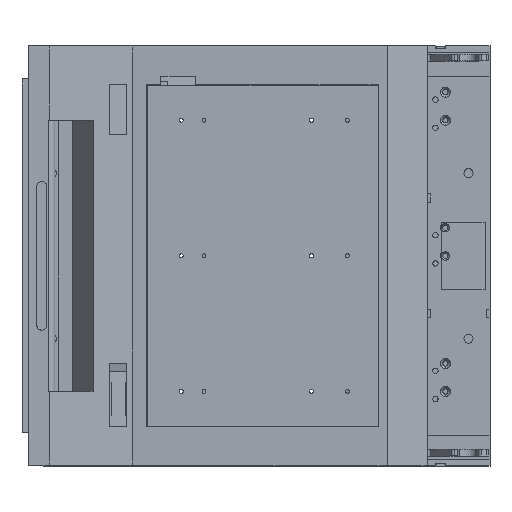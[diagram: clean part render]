
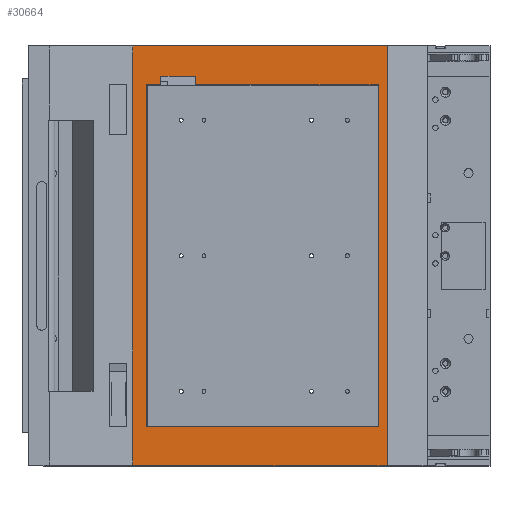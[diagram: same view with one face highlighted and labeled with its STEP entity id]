
A CAD part, top view. The second image highlights one B-rep face of the part: STEP entity #30664.
In plain terms, the highlighted planar face has unit normal (0, 0, 1).
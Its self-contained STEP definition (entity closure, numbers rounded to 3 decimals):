
#30540=AXIS2_PLACEMENT_3D('Plane Axis2P3D',#30537,#30538,#30539) ;
#27235=CARTESIAN_POINT('Line Origine',(-74.591,0.,112.)) ;
#27239=CARTESIAN_POINT('Vertex',(-74.591,-123.,112.)) ;
#27241=CARTESIAN_POINT('Vertex',(-74.591,123.,112.)) ;
#27244=CARTESIAN_POINT('Line Origine',(-74.591,123.5,112.)) ;
#27248=CARTESIAN_POINT('Vertex',(-74.591,124.,112.)) ;
#27251=CARTESIAN_POINT('Line Origine',(-74.591,125.5,112.)) ;
#27255=CARTESIAN_POINT('Vertex',(-74.591,127.,112.)) ;
#27279=CARTESIAN_POINT('Vertex',(-74.591,-127.,112.)) ;
#27282=CARTESIAN_POINT('Line Origine',(-74.591,-125.5,112.)) ;
#27286=CARTESIAN_POINT('Vertex',(-74.591,-124.,112.)) ;
#27289=CARTESIAN_POINT('Line Origine',(-74.591,-123.5,112.)) ;
#28051=CARTESIAN_POINT('Line Origine',(-13.091,127.,112.)) ;
#28055=CARTESIAN_POINT('Vertex',(48.409,127.,112.)) ;
#28058=CARTESIAN_POINT('Line Origine',(60.427,127.,112.)) ;
#28062=CARTESIAN_POINT('Vertex',(72.446,127.,112.)) ;
#28065=CARTESIAN_POINT('Line Origine',(75.931,127.,112.)) ;
#28069=CARTESIAN_POINT('Vertex',(79.416,127.,112.)) ;
#30537=CARTESIAN_POINT('Axis2P3D Location',(-74.591,-127.,112.)) ;
#30542=CARTESIAN_POINT('Line Origine',(-13.091,-127.,112.)) ;
#30546=CARTESIAN_POINT('Vertex',(48.409,-127.,112.)) ;
#30549=CARTESIAN_POINT('Line Origine',(60.427,-127.,112.)) ;
#30553=CARTESIAN_POINT('Vertex',(72.446,-127.,112.)) ;
#30556=CARTESIAN_POINT('Line Origine',(75.931,-127.,112.)) ;
#30560=CARTESIAN_POINT('Vertex',(79.416,-127.,112.)) ;
#30563=CARTESIAN_POINT('Line Origine',(79.416,0.,112.)) ;
#30582=CARTESIAN_POINT('Line Origine',(73.909,0.,112.)) ;
#30586=CARTESIAN_POINT('Vertex',(73.909,-103.5,112.)) ;
#30588=CARTESIAN_POINT('Vertex',(73.909,103.5,112.)) ;
#30591=CARTESIAN_POINT('Line Origine',(3.909,-103.5,112.)) ;
#30595=CARTESIAN_POINT('Vertex',(-66.091,-103.5,112.)) ;
#30598=CARTESIAN_POINT('Line Origine',(-66.091,0.,112.)) ;
#30602=CARTESIAN_POINT('Vertex',(-66.091,103.5,112.)) ;
#30605=CARTESIAN_POINT('Line Origine',(-61.841,103.5,112.)) ;
#30609=CARTESIAN_POINT('Vertex',(-57.591,103.5,112.)) ;
#30612=CARTESIAN_POINT('Line Origine',(-57.591,106.1,112.)) ;
#30616=CARTESIAN_POINT('Vertex',(-57.591,108.7,112.)) ;
#30619=CARTESIAN_POINT('Line Origine',(-47.091,108.7,112.)) ;
#30623=CARTESIAN_POINT('Vertex',(-36.591,108.7,112.)) ;
#30626=CARTESIAN_POINT('Line Origine',(-36.591,106.1,112.)) ;
#30630=CARTESIAN_POINT('Vertex',(-36.591,103.5,112.)) ;
#30633=CARTESIAN_POINT('Line Origine',(3.159,103.5,112.)) ;
#30637=CARTESIAN_POINT('Vertex',(42.909,103.5,112.)) ;
#30640=CARTESIAN_POINT('Line Origine',(53.409,103.5,112.)) ;
#30644=CARTESIAN_POINT('Vertex',(63.909,103.5,112.)) ;
#30647=CARTESIAN_POINT('Line Origine',(68.909,103.5,112.)) ;
#27236=DIRECTION('Vector Direction',(0.,1.,0.)) ;
#27245=DIRECTION('Vector Direction',(0.,1.,0.)) ;
#27252=DIRECTION('Vector Direction',(0.,-1.,0.)) ;
#27283=DIRECTION('Vector Direction',(0.,1.,0.)) ;
#27290=DIRECTION('Vector Direction',(0.,1.,0.)) ;
#28052=DIRECTION('Vector Direction',(-1.,0.,0.)) ;
#28059=DIRECTION('Vector Direction',(1.,0.,0.)) ;
#28066=DIRECTION('Vector Direction',(-1.,0.,0.)) ;
#30538=DIRECTION('Axis2P3D Direction',(-0.,0.,1.)) ;
#30539=DIRECTION('Axis2P3D XDirection',(0.,-1.,0.)) ;
#30543=DIRECTION('Vector Direction',(-1.,0.,0.)) ;
#30550=DIRECTION('Vector Direction',(1.,0.,0.)) ;
#30557=DIRECTION('Vector Direction',(-1.,0.,0.)) ;
#30564=DIRECTION('Vector Direction',(0.,1.,0.)) ;
#30583=DIRECTION('Vector Direction',(0.,1.,0.)) ;
#30592=DIRECTION('Vector Direction',(1.,0.,0.)) ;
#30599=DIRECTION('Vector Direction',(0.,-1.,0.)) ;
#30606=DIRECTION('Vector Direction',(1.,0.,0.)) ;
#30613=DIRECTION('Vector Direction',(0.,-1.,0.)) ;
#30620=DIRECTION('Vector Direction',(1.,0.,0.)) ;
#30627=DIRECTION('Vector Direction',(0.,-1.,0.)) ;
#30634=DIRECTION('Vector Direction',(1.,0.,0.)) ;
#30641=DIRECTION('Vector Direction',(-1.,0.,0.)) ;
#30648=DIRECTION('Vector Direction',(1.,0.,0.)) ;
#27237=VECTOR('Line Direction',#27236,1.) ;
#27246=VECTOR('Line Direction',#27245,1.) ;
#27253=VECTOR('Line Direction',#27252,1.) ;
#27284=VECTOR('Line Direction',#27283,1.) ;
#27291=VECTOR('Line Direction',#27290,1.) ;
#28053=VECTOR('Line Direction',#28052,1.) ;
#28060=VECTOR('Line Direction',#28059,1.) ;
#28067=VECTOR('Line Direction',#28066,1.) ;
#30544=VECTOR('Line Direction',#30543,1.) ;
#30551=VECTOR('Line Direction',#30550,1.) ;
#30558=VECTOR('Line Direction',#30557,1.) ;
#30565=VECTOR('Line Direction',#30564,1.) ;
#30584=VECTOR('Line Direction',#30583,1.) ;
#30593=VECTOR('Line Direction',#30592,1.) ;
#30600=VECTOR('Line Direction',#30599,1.) ;
#30607=VECTOR('Line Direction',#30606,1.) ;
#30614=VECTOR('Line Direction',#30613,1.) ;
#30621=VECTOR('Line Direction',#30620,1.) ;
#30628=VECTOR('Line Direction',#30627,1.) ;
#30635=VECTOR('Line Direction',#30634,1.) ;
#30642=VECTOR('Line Direction',#30641,1.) ;
#30649=VECTOR('Line Direction',#30648,1.) ;
#30569=ORIENTED_EDGE('',*,*,#27243,.F.) ;
#30570=ORIENTED_EDGE('',*,*,#27293,.F.) ;
#30571=ORIENTED_EDGE('',*,*,#27288,.F.) ;
#30572=ORIENTED_EDGE('',*,*,#30548,.F.) ;
#30573=ORIENTED_EDGE('',*,*,#30555,.T.) ;
#30574=ORIENTED_EDGE('',*,*,#30562,.F.) ;
#30575=ORIENTED_EDGE('',*,*,#30567,.T.) ;
#30576=ORIENTED_EDGE('',*,*,#28071,.T.) ;
#30577=ORIENTED_EDGE('',*,*,#28064,.F.) ;
#30578=ORIENTED_EDGE('',*,*,#28057,.T.) ;
#30579=ORIENTED_EDGE('',*,*,#27257,.T.) ;
#30580=ORIENTED_EDGE('',*,*,#27250,.F.) ;
#30653=ORIENTED_EDGE('',*,*,#30590,.F.) ;
#30654=ORIENTED_EDGE('',*,*,#30597,.F.) ;
#30655=ORIENTED_EDGE('',*,*,#30604,.F.) ;
#30656=ORIENTED_EDGE('',*,*,#30611,.T.) ;
#30657=ORIENTED_EDGE('',*,*,#30618,.F.) ;
#30658=ORIENTED_EDGE('',*,*,#30625,.T.) ;
#30659=ORIENTED_EDGE('',*,*,#30632,.T.) ;
#30660=ORIENTED_EDGE('',*,*,#30639,.T.) ;
#30661=ORIENTED_EDGE('',*,*,#30646,.F.) ;
#30662=ORIENTED_EDGE('',*,*,#30651,.T.) ;
#30663=FACE_BOUND('',#30652,.T.) ;
#30664=ADVANCED_FACE('',(#30581,#30663),#30541,.T.) ;
#27243=EDGE_CURVE('',#27240,#27242,#27238,.T.) ;
#27250=EDGE_CURVE('',#27242,#27249,#27247,.T.) ;
#27257=EDGE_CURVE('',#27256,#27249,#27254,.T.) ;
#27288=EDGE_CURVE('',#27280,#27287,#27285,.T.) ;
#27293=EDGE_CURVE('',#27287,#27240,#27292,.T.) ;
#28057=EDGE_CURVE('',#28056,#27256,#28054,.T.) ;
#28064=EDGE_CURVE('',#28056,#28063,#28061,.T.) ;
#28071=EDGE_CURVE('',#28070,#28063,#28068,.T.) ;
#30548=EDGE_CURVE('',#30547,#27280,#30545,.T.) ;
#30555=EDGE_CURVE('',#30547,#30554,#30552,.T.) ;
#30562=EDGE_CURVE('',#30561,#30554,#30559,.T.) ;
#30567=EDGE_CURVE('',#30561,#28070,#30566,.T.) ;
#30590=EDGE_CURVE('',#30587,#30589,#30585,.T.) ;
#30597=EDGE_CURVE('',#30596,#30587,#30594,.T.) ;
#30604=EDGE_CURVE('',#30603,#30596,#30601,.T.) ;
#30611=EDGE_CURVE('',#30603,#30610,#30608,.T.) ;
#30618=EDGE_CURVE('',#30617,#30610,#30615,.T.) ;
#30625=EDGE_CURVE('',#30617,#30624,#30622,.T.) ;
#30632=EDGE_CURVE('',#30624,#30631,#30629,.T.) ;
#30639=EDGE_CURVE('',#30631,#30638,#30636,.T.) ;
#30646=EDGE_CURVE('',#30645,#30638,#30643,.T.) ;
#30651=EDGE_CURVE('',#30645,#30589,#30650,.T.) ;
#30568=EDGE_LOOP('',(#30569,#30570,#30571,#30572,#30573,#30574,#30575,#30576,#30577,#30578,#30579,#30580)) ;
#30652=EDGE_LOOP('',(#30653,#30654,#30655,#30656,#30657,#30658,#30659,#30660,#30661,#30662)) ;
#30581=FACE_OUTER_BOUND('',#30568,.T.) ;
#27238=LINE('Line',#27235,#27237) ;
#27247=LINE('Line',#27244,#27246) ;
#27254=LINE('Line',#27251,#27253) ;
#27285=LINE('Line',#27282,#27284) ;
#27292=LINE('Line',#27289,#27291) ;
#28054=LINE('Line',#28051,#28053) ;
#28061=LINE('Line',#28058,#28060) ;
#28068=LINE('Line',#28065,#28067) ;
#30545=LINE('Line',#30542,#30544) ;
#30552=LINE('Line',#30549,#30551) ;
#30559=LINE('Line',#30556,#30558) ;
#30566=LINE('Line',#30563,#30565) ;
#30585=LINE('Line',#30582,#30584) ;
#30594=LINE('Line',#30591,#30593) ;
#30601=LINE('Line',#30598,#30600) ;
#30608=LINE('Line',#30605,#30607) ;
#30615=LINE('Line',#30612,#30614) ;
#30622=LINE('Line',#30619,#30621) ;
#30629=LINE('Line',#30626,#30628) ;
#30636=LINE('Line',#30633,#30635) ;
#30643=LINE('Line',#30640,#30642) ;
#30650=LINE('Line',#30647,#30649) ;
#30541=PLANE('Plane',#30540) ;
#27240=VERTEX_POINT('',#27239) ;
#27242=VERTEX_POINT('',#27241) ;
#27249=VERTEX_POINT('',#27248) ;
#27256=VERTEX_POINT('',#27255) ;
#27280=VERTEX_POINT('',#27279) ;
#27287=VERTEX_POINT('',#27286) ;
#28056=VERTEX_POINT('',#28055) ;
#28063=VERTEX_POINT('',#28062) ;
#28070=VERTEX_POINT('',#28069) ;
#30547=VERTEX_POINT('',#30546) ;
#30554=VERTEX_POINT('',#30553) ;
#30561=VERTEX_POINT('',#30560) ;
#30587=VERTEX_POINT('',#30586) ;
#30589=VERTEX_POINT('',#30588) ;
#30596=VERTEX_POINT('',#30595) ;
#30603=VERTEX_POINT('',#30602) ;
#30610=VERTEX_POINT('',#30609) ;
#30617=VERTEX_POINT('',#30616) ;
#30624=VERTEX_POINT('',#30623) ;
#30631=VERTEX_POINT('',#30630) ;
#30638=VERTEX_POINT('',#30637) ;
#30645=VERTEX_POINT('',#30644) ;
